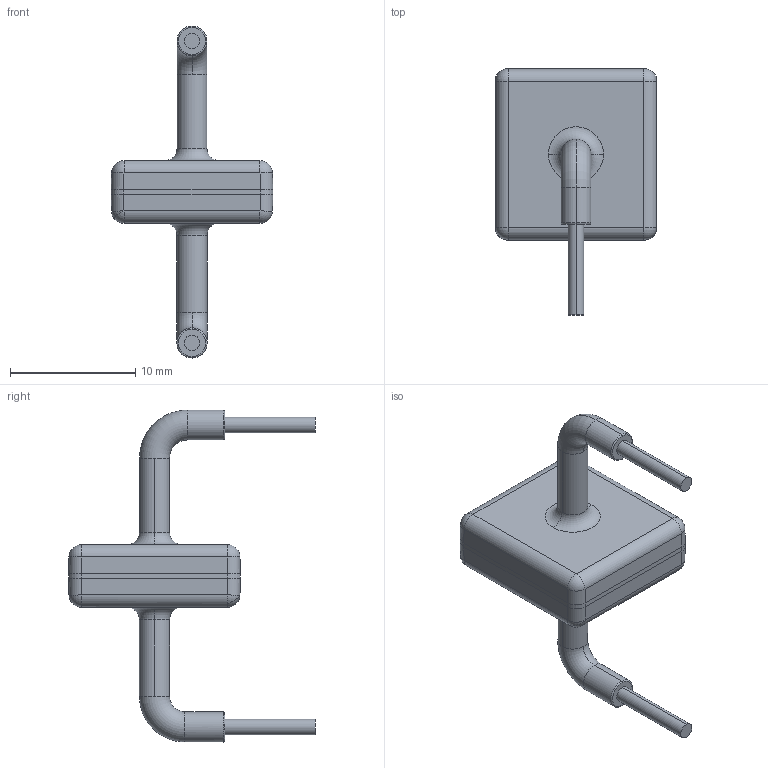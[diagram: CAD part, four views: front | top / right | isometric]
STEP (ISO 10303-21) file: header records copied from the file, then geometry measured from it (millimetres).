
FILE_DESCRIPTION (( 'STEP AP203' ), '1' );
FILE_NAME ('PTVS10KA-xxC-TH.STEP', '2014-02-25T00:03:37', ( 'leader' ), ( '' ), 'SwSTEP 2.0', 'SolidWorks 2012', '' );
FILE_SCHEMA (( 'CONFIG_CONTROL_DESIGN' ));
Length unit declared in the file: millimetre
Products named in the file (1): PTVS10KA-xxC-TH
Bounding box: 12.92 x 19.73 x 26.55 mm (x, y, z)
Volume: 1006.6 mm3; surface area: 826.5 mm2
Topology: 1 solids, 1 shells, 71 faces, 142 edges, 77 vertices
Faces by surface type: cylinder 32, plane 14, torus 12, sphere 9, bspline 4
Entity records: 1953 total; most frequent: CARTESIAN_POINT 402, DIRECTION 346, ORIENTED_EDGE 284, AXIS2_PLACEMENT_3D 147, EDGE_CURVE 142, CIRCLE 79, VERTEX_POINT 77, EDGE_LOOP 75
